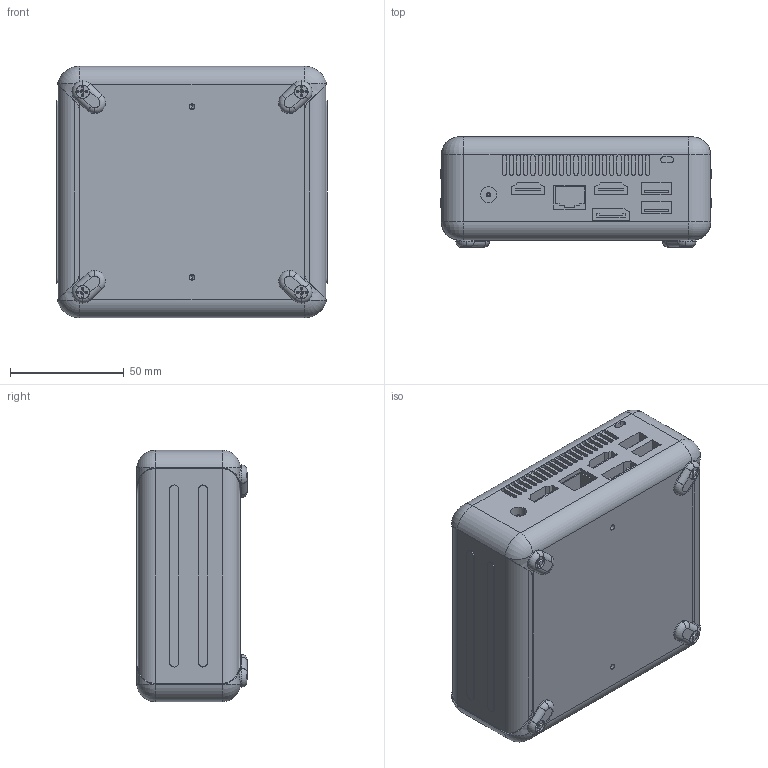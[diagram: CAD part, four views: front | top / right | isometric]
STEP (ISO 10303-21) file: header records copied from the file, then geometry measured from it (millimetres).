
FILE_DESCRIPTION (( 'STEP AP214' ), '1' );
FILE_NAME ('Mini Pc ASRock.STEP', '2018-12-12T05:43:35', ( '' ), ( '' ), 'SwSTEP 2.0', 'SolidWorks 2018', '' );
FILE_SCHEMA (( 'AUTOMOTIVE_DESIGN' ));
Length unit declared in the file: millimetre
Products named in the file (1): Mini Pc ASRock
Bounding box: 118.9 x 48.5 x 110.5 mm (x, y, z)
Volume: 567330.3 mm3; surface area: 53202.5 mm2
Topology: 1 solids, 1 shells, 524 faces, 1351 edges, 864 vertices
Faces by surface type: plane 283, cylinder 151, torus 57, cone 25, bspline 8
Entity records: 18478 total; most frequent: CARTESIAN_POINT 4037, DIRECTION 2742, ORIENTED_EDGE 2694, EDGE_CURVE 1347, AXIS2_PLACEMENT_3D 947, VERTEX_POINT 864, VECTOR 848, LINE 848
